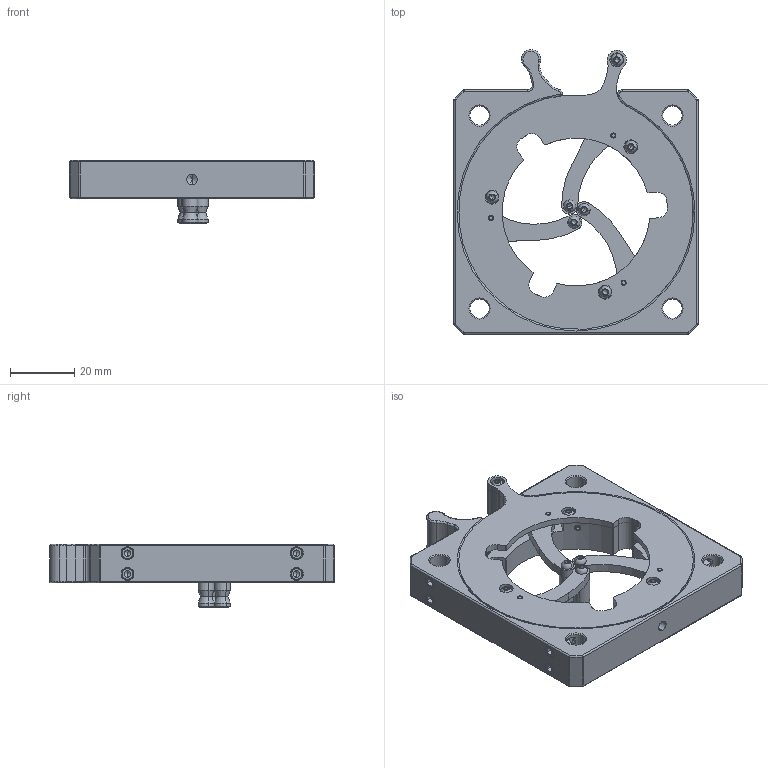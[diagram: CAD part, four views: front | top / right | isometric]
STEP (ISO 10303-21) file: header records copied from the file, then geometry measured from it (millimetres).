
FILE_DESCRIPTION (( 'STEP AP203' ), '1' );
FILE_NAME ('CSLS2.STEP', '2025-09-23T03:45:06', ( '' ), ( '' ), 'SwSTEP 2.0', 'SolidWorks 2020', '' );
FILE_SCHEMA (( 'CONFIG_CONTROL_DESIGN' ));
Length unit declared in the file: millimetre
Products named in the file (1): CSLS2
Bounding box: 76 x 88.5 x 19.86 mm (x, y, z)
Volume: 45967.2 mm3; surface area: 32641.7 mm2
Topology: 32 solids, 32 shells, 1230 faces, 3022 edges, 1822 vertices
Faces by surface type: plane 536, cylinder 311, cone 259, bspline 50, torus 44, sphere 30
Entity records: 40332 total; most frequent: CARTESIAN_POINT 11480, DIRECTION 6108, ORIENTED_EDGE 5864, EDGE_CURVE 2932, AXIS2_PLACEMENT_3D 2233, VERTEX_POINT 1822, LINE 1642, VECTOR 1642
